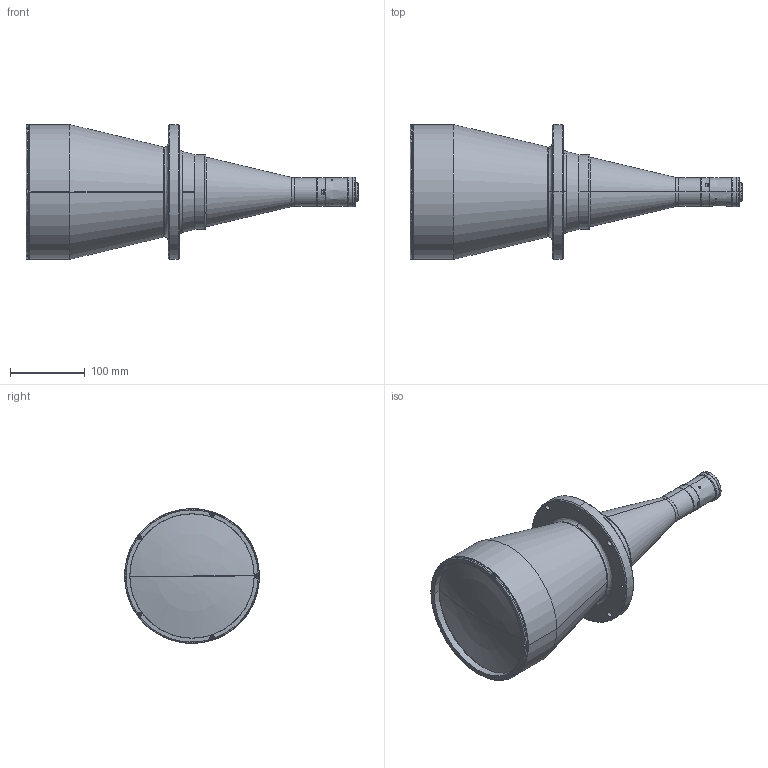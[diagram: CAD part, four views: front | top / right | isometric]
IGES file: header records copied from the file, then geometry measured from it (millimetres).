
Start section: SolidWorks IGES file using analytic representation for surfaces
Global section: file name: DP26385_TC3MHR120-C.igs; native system: SolidWorks 2020; preprocessor: SolidWorks 2020; author: andreava; date: 200924.093808; units: millimetre
Bounding box: 443.56 x 180 x 180 mm (x, y, z)
Surface area: 227663.2 mm2 (no closed solid volume)
Topology: 0 solids, 0 shells, 229 faces, 4205 edges, 4190 vertices
Faces by surface type: revolution 116, bspline 113
